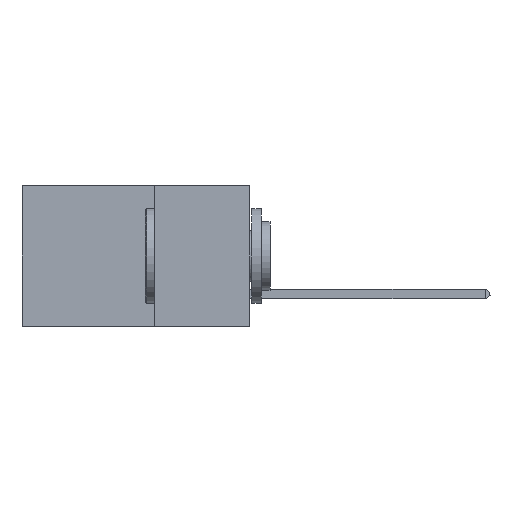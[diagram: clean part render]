
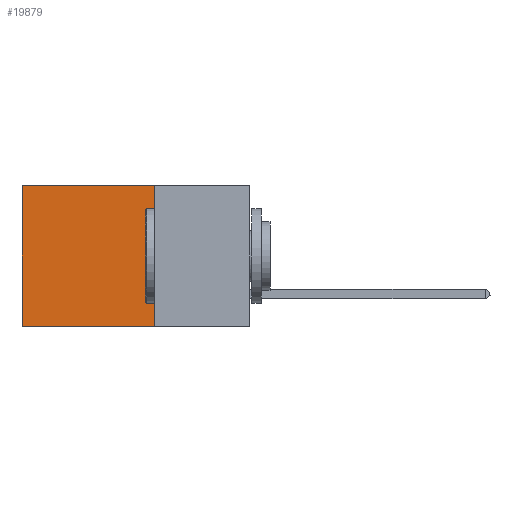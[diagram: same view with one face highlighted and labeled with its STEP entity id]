
A CAD part, left-side view. The second image highlights one B-rep face of the part: STEP entity #19879.
In plain terms, the highlighted planar face has unit normal (-1, 0, 0).
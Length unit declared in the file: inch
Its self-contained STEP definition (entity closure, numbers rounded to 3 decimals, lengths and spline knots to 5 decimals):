
#466 = CARTESIAN_POINT ( 'NONE',  ( 0.2875, 0.6, -0.37 ) ) ;
#1152 = CARTESIAN_POINT ( 'NONE',  ( 0.2875, 0.6, 0. ) ) ;
#2523 = CARTESIAN_POINT ( 'NONE',  ( 0.2875, 0.6, 0. ) ) ;
#2993 = VERTEX_POINT ( 'NONE', #1152 ) ;
#5320 = CARTESIAN_POINT ( 'NONE',  ( 0.2875, 0.25, -0.37 ) ) ;
#5515 = VECTOR ( 'NONE', #21430, 39.37008 ) ;
#6044 = EDGE_CURVE ( 'NONE', #2993, #21001, #14364, .T. ) ;
#6865 = ORIENTED_EDGE ( 'NONE', *, *, #25887, .T. ) ;
#7805 = VECTOR ( 'NONE', #41119, 39.37008 ) ;
#13117 = CARTESIAN_POINT ( 'NONE',  ( 0.2875, 0.25, -0.37 ) ) ;
#13281 = DIRECTION ( 'NONE',  ( 0., 0., -1. ) ) ;
#13803 = AXIS2_PLACEMENT_3D ( 'NONE', #16754, #28193, #13281 ) ;
#14364 = LINE ( 'NONE', #2523, #5515 ) ;
#16053 = ORIENTED_EDGE ( 'NONE', *, *, #32423, .F. ) ;
#16754 = CARTESIAN_POINT ( 'NONE',  ( 0.2875, 0.25, 0. ) ) ;
#17853 = LINE ( 'NONE', #29650, #7805 ) ;
#18832 = DIRECTION ( 'NONE',  ( 0., 0., -1. ) ) ;
#19879 = ADVANCED_FACE ( 'NONE', ( #20916 ), #43602, .F. ) ;
#20916 = FACE_OUTER_BOUND ( 'NONE', #26127, .T. ) ;
#21001 = VERTEX_POINT ( 'NONE', #466 ) ;
#21254 = DIRECTION ( 'NONE',  ( 0., 1., 0. ) ) ;
#21292 = VECTOR ( 'NONE', #21254, 39.37008 ) ;
#21430 = DIRECTION ( 'NONE',  ( 0., 0., -1. ) ) ;
#22790 = CARTESIAN_POINT ( 'NONE',  ( 0.2875, 0.25, 0. ) ) ;
#22844 = LINE ( 'NONE', #23146, #38221 ) ;
#23146 = CARTESIAN_POINT ( 'NONE',  ( 0.2875, 0.25, 0. ) ) ;
#25887 = EDGE_CURVE ( 'NONE', #43831, #2993, #17853, .T. ) ;
#26127 = EDGE_LOOP ( 'NONE', ( #42840, #16053, #48791, #6865 ) ) ;
#28193 = DIRECTION ( 'NONE',  ( 1., 0., 0. ) ) ;
#29650 = CARTESIAN_POINT ( 'NONE',  ( 0.2875, 0.25, 0. ) ) ;
#31325 = LINE ( 'NONE', #13117, #21292 ) ;
#32423 = EDGE_CURVE ( 'NONE', #38776, #21001, #31325, .T. ) ;
#34441 = EDGE_CURVE ( 'NONE', #43831, #38776, #22844, .T. ) ;
#38221 = VECTOR ( 'NONE', #18832, 39.37008 ) ;
#38776 = VERTEX_POINT ( 'NONE', #5320 ) ;
#41119 = DIRECTION ( 'NONE',  ( 0., 1., 0. ) ) ;
#42840 = ORIENTED_EDGE ( 'NONE', *, *, #6044, .T. ) ;
#43602 = PLANE ( 'NONE',  #13803 ) ;
#43831 = VERTEX_POINT ( 'NONE', #22790 ) ;
#48791 = ORIENTED_EDGE ( 'NONE', *, *, #34441, .F. ) ;
